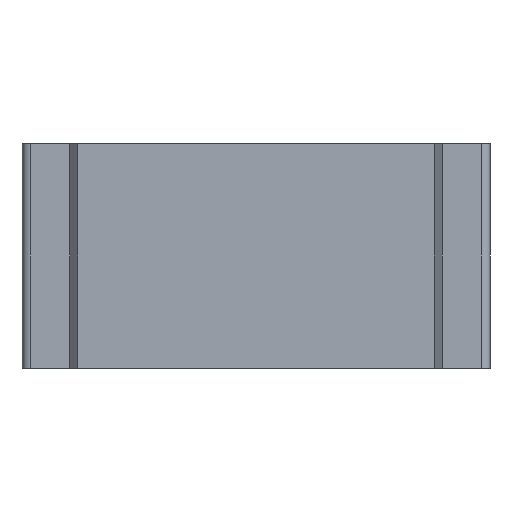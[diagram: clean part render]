
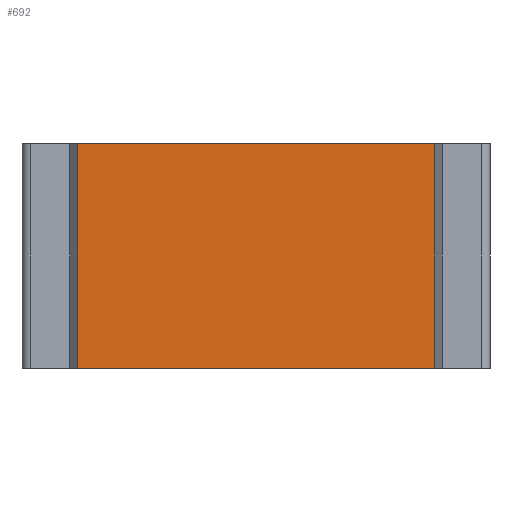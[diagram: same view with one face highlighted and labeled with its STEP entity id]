
A CAD part, front view. The second image highlights one B-rep face of the part: STEP entity #692.
In plain terms, the highlighted planar face has unit normal (0, -1, 0).
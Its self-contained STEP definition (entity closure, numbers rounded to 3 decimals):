
#82=ORIENTED_EDGE('',*,*,#285,.T.);
#83=ORIENTED_EDGE('',*,*,#286,.T.);
#84=ORIENTED_EDGE('',*,*,#281,.T.);
#85=ORIENTED_EDGE('',*,*,#287,.F.);
#281=EDGE_CURVE('',#351,#383,#443,.F.);
#285=EDGE_CURVE('',#386,#387,#447,.T.);
#286=EDGE_CURVE('',#387,#351,#448,.T.);
#287=EDGE_CURVE('',#386,#383,#449,.T.);
#351=VERTEX_POINT('',#987);
#383=VERTEX_POINT('',#1051);
#386=VERTEX_POINT('',#1061);
#387=VERTEX_POINT('',#1062);
#443=LINE('',#1052,#529);
#447=LINE('',#1060,#533);
#448=LINE('',#1063,#534);
#449=LINE('',#1064,#535);
#529=VECTOR('',#836,1000.);
#533=VECTOR('',#844,1000.);
#534=VECTOR('',#845,1000.);
#535=VECTOR('',#846,1000.);
#592=EDGE_LOOP('',(#82,#83,#84,#85));
#628=FACE_BOUND('',#592,.T.);
#664=PLANE('',#749);
#692=ADVANCED_FACE('',(#628),#664,.T.);
#749=AXIS2_PLACEMENT_3D('',#1059,#842,#843);
#836=DIRECTION('',(-1.,0.,0.));
#842=DIRECTION('',(0.,-1.,0.));
#843=DIRECTION('',(1.,0.,0.));
#844=DIRECTION('',(-1.,0.,0.));
#845=DIRECTION('',(0.,0.,-1.));
#846=DIRECTION('',(0.,0.,-1.));
#987=CARTESIAN_POINT('',(-12.737,3.751,-6.));
#1051=CARTESIAN_POINT('',(12.736,3.751,-6.));
#1052=CARTESIAN_POINT('',(12.736,3.751,-6.));
#1059=CARTESIAN_POINT('',(12.736,3.751,1.));
#1060=CARTESIAN_POINT('',(-12.737,3.751,10.));
#1061=CARTESIAN_POINT('',(12.736,3.751,10.));
#1062=CARTESIAN_POINT('',(-12.737,3.751,10.));
#1063=CARTESIAN_POINT('',(-12.737,3.751,1.));
#1064=CARTESIAN_POINT('',(12.736,3.751,1.));
